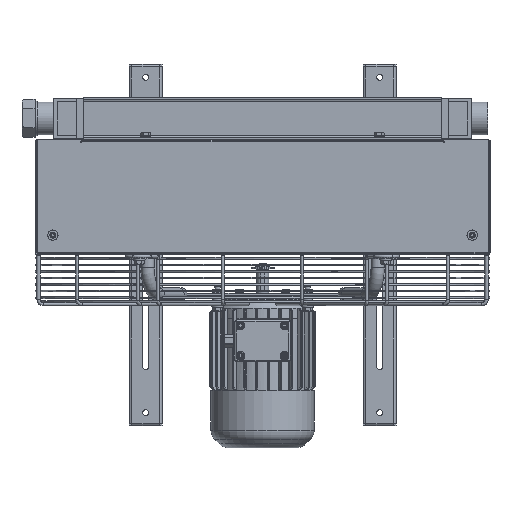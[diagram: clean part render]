
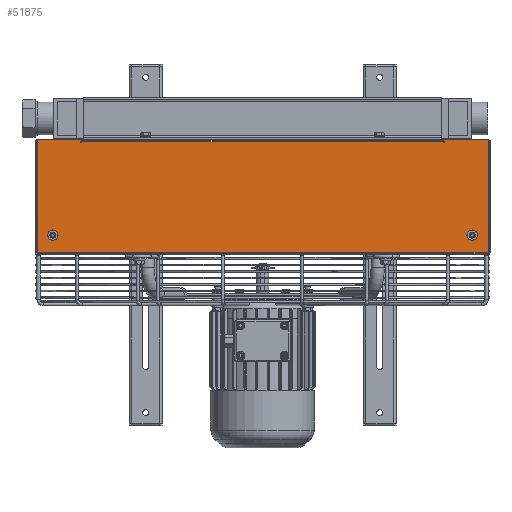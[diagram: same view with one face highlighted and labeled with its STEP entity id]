
A CAD part, left-side view. The second image highlights one B-rep face of the part: STEP entity #51875.
In plain terms, the highlighted planar face has unit normal (-1, 0, 0).
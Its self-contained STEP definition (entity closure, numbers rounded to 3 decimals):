
#30945=CARTESIAN_POINT('',(-346.,319.,-185.245));
#30946=VERTEX_POINT('',#30945);
#30947=CARTESIAN_POINT('',(-346.,319.,-177.5));
#30948=DIRECTION('',(1.0,0.0,0.0));
#30949=DIRECTION('',(0.0,0.0,-1.0));
#30950=AXIS2_PLACEMENT_3D('',#30947,#30948,#30949);
#30951=CIRCLE('',#30950,7.745);
#30952=EDGE_CURVE('',#30946,#30946,#30951,.T.);
#49957=CARTESIAN_POINT('',(-346.0,343.,-32.5));
#49958=VERTEX_POINT('',#49957);
#49965=CARTESIAN_POINT('',(-346.,276.5,-32.5));
#49966=VERTEX_POINT('',#49965);
#49967=CARTESIAN_POINT('',(-346.,276.5,-32.5));
#49968=DIRECTION('',(0.0,1.0,0.0));
#49969=VECTOR('',#49968,66.5);
#49970=LINE('',#49967,#49969);
#49971=EDGE_CURVE('',#49966,#49958,#49970,.T.);
#49988=CARTESIAN_POINT('',(-346.,-276.5,-35.5));
#49989=VERTEX_POINT('',#49988);
#49990=CARTESIAN_POINT('',(-346.0,-275.,-35.5));
#49991=VERTEX_POINT('',#49990);
#49992=CARTESIAN_POINT('',(-346.0,-275.75,-35.5));
#49993=DIRECTION('',(1.0,0.0,0.0));
#49994=DIRECTION('',(0.0,1.0,0.0));
#49995=AXIS2_PLACEMENT_3D('',#49992,#49993,#49994);
#49996=CIRCLE('',#49995,0.75);
#49997=EDGE_CURVE('',#49989,#49991,#49996,.T.);
#50020=CARTESIAN_POINT('',(-346.,-276.5,-32.5));
#50021=VERTEX_POINT('',#50020);
#50022=CARTESIAN_POINT('',(-346.,-276.5,-32.5));
#50023=DIRECTION('',(0.0,0.0,-1.0));
#50024=VECTOR('',#50023,3.);
#50025=LINE('',#50022,#50024);
#50026=EDGE_CURVE('',#50021,#49989,#50025,.T.);
#50044=CARTESIAN_POINT('',(-346.,276.5,-35.5));
#50045=VERTEX_POINT('',#50044);
#50046=CARTESIAN_POINT('',(-346.,276.5,-35.5));
#50047=DIRECTION('',(0.0,0.0,1.0));
#50048=VECTOR('',#50047,3.);
#50049=LINE('',#50046,#50048);
#50050=EDGE_CURVE('',#50045,#49966,#50049,.T.);
#50068=CARTESIAN_POINT('',(-346.0,275.,-35.5));
#50069=VERTEX_POINT('',#50068);
#50070=CARTESIAN_POINT('',(-346.0,275.75,-35.5));
#50071=DIRECTION('',(1.0,0.0,0.0));
#50072=DIRECTION('',(0.0,-1.0,0.0));
#50073=AXIS2_PLACEMENT_3D('',#50070,#50071,#50072);
#50074=CIRCLE('',#50073,0.75);
#50075=EDGE_CURVE('',#50069,#50045,#50074,.T.);
#50160=CARTESIAN_POINT('',(-346.0,-275.,-35.5));
#50161=DIRECTION('',(0.0,1.0,0.0));
#50162=VECTOR('',#50161,550.0);
#50163=LINE('',#50160,#50162);
#50164=EDGE_CURVE('',#49991,#50069,#50163,.T.);
#50826=CARTESIAN_POINT('',(-346.0,-343.,-32.5));
#50827=VERTEX_POINT('',#50826);
#50836=CARTESIAN_POINT('',(-346.0,-343.,-32.5));
#50837=DIRECTION('',(0.0,1.0,0.0));
#50838=VECTOR('',#50837,66.5);
#50839=LINE('',#50836,#50838);
#50840=EDGE_CURVE('',#50827,#50021,#50839,.T.);
#50850=CARTESIAN_POINT('',(-346.,343.,-204.5));
#50851=VERTEX_POINT('',#50850);
#50869=CARTESIAN_POINT('',(-346.,-343.,-204.5));
#50870=VERTEX_POINT('',#50869);
#50878=CARTESIAN_POINT('',(-346.,-343.,-204.5));
#50879=DIRECTION('',(0.0,1.0,0.0));
#50880=VECTOR('',#50879,686.0);
#50881=LINE('',#50878,#50880);
#50882=EDGE_CURVE('',#50870,#50851,#50881,.T.);
#50892=CARTESIAN_POINT('',(-346.,-343.,-203.));
#50893=VERTEX_POINT('',#50892);
#50900=CARTESIAN_POINT('',(-346.,-343.,-204.5));
#50901=DIRECTION('',(0.0,0.0,1.0));
#50902=VECTOR('',#50901,1.5);
#50903=LINE('',#50900,#50902);
#50904=EDGE_CURVE('',#50870,#50893,#50903,.T.);
#51000=CARTESIAN_POINT('',(-346.,-343.,-203.));
#51001=DIRECTION('',(0.0,0.0,1.0));
#51002=VECTOR('',#51001,170.5);
#51003=LINE('',#51000,#51002);
#51004=EDGE_CURVE('',#50893,#50827,#51003,.T.);
#51830=CARTESIAN_POINT('',(-346.,0.,-120.));
#51831=DIRECTION('',(-1.0,0.0,0.0));
#51832=DIRECTION('',(0.0,0.0,1.0));
#51833=AXIS2_PLACEMENT_3D('',#51830,#51831,#51832);
#51834=PLANE('',#51833);
#51835=CARTESIAN_POINT('',(-346.,343.,-203.));
#51836=VERTEX_POINT('',#51835);
#51837=CARTESIAN_POINT('',(-346.0,343.,-32.5));
#51838=DIRECTION('',(0.0,0.0,-1.0));
#51839=VECTOR('',#51838,170.5);
#51840=LINE('',#51837,#51839);
#51841=EDGE_CURVE('',#49958,#51836,#51840,.T.);
#51842=ORIENTED_EDGE('',*,*,#51841,.T.);
#51843=CARTESIAN_POINT('',(-346.,343.,-203.));
#51844=DIRECTION('',(0.0,0.0,-1.0));
#51845=VECTOR('',#51844,1.5);
#51846=LINE('',#51843,#51845);
#51847=EDGE_CURVE('',#51836,#50851,#51846,.T.);
#51848=ORIENTED_EDGE('',*,*,#51847,.T.);
#51849=ORIENTED_EDGE('',*,*,#50882,.F.);
#51850=ORIENTED_EDGE('',*,*,#50904,.T.);
#51851=ORIENTED_EDGE('',*,*,#51004,.T.);
#51852=ORIENTED_EDGE('',*,*,#50840,.T.);
#51853=ORIENTED_EDGE('',*,*,#50026,.T.);
#51854=ORIENTED_EDGE('',*,*,#49997,.T.);
#51855=ORIENTED_EDGE('',*,*,#50164,.T.);
#51856=ORIENTED_EDGE('',*,*,#50075,.T.);
#51857=ORIENTED_EDGE('',*,*,#50050,.T.);
#51858=ORIENTED_EDGE('',*,*,#49971,.T.);
#51859=EDGE_LOOP('',(#51842,#51848,#51849,#51850,#51851,#51852,#51853,#51854,#51855,#51856,#51857,#51858));
#51860=FACE_OUTER_BOUND('',#51859,.T.);
#51861=ORIENTED_EDGE('',*,*,#30952,.T.);
#51862=EDGE_LOOP('',(#51861));
#51863=FACE_BOUND('',#51862,.T.);
#51864=CARTESIAN_POINT('',(-346.,-319.,-185.245));
#51865=VERTEX_POINT('',#51864);
#51866=CARTESIAN_POINT('',(-346.,-319.,-177.5));
#51867=DIRECTION('',(1.0,0.0,0.0));
#51868=DIRECTION('',(0.0,0.0,-1.0));
#51869=AXIS2_PLACEMENT_3D('',#51866,#51867,#51868);
#51870=CIRCLE('',#51869,7.745);
#51871=EDGE_CURVE('',#51865,#51865,#51870,.T.);
#51872=ORIENTED_EDGE('',*,*,#51871,.T.);
#51873=EDGE_LOOP('',(#51872));
#51874=FACE_BOUND('',#51873,.T.);
#51875=ADVANCED_FACE('',(#51860,#51863,#51874),#51834,.T.);
